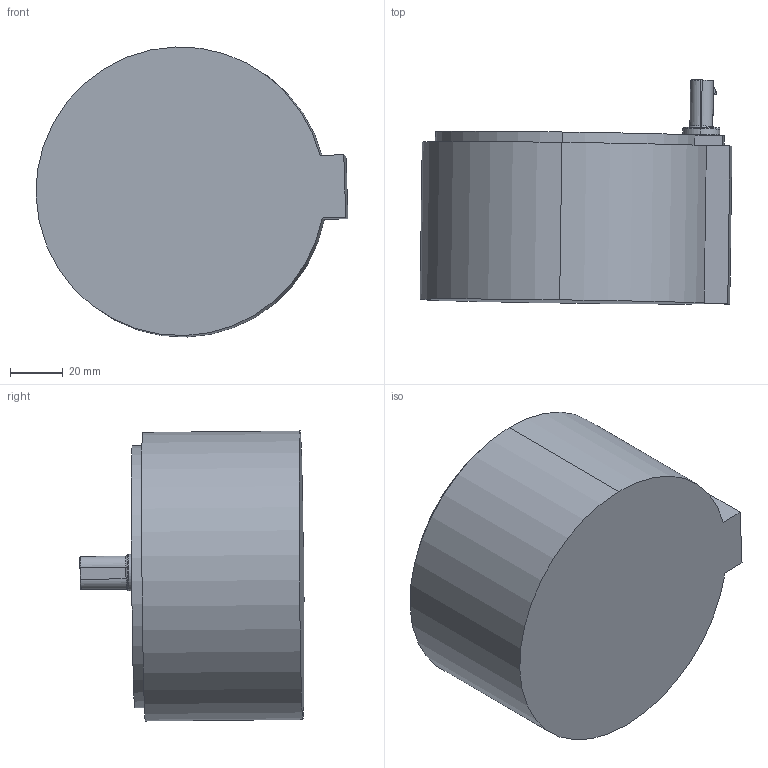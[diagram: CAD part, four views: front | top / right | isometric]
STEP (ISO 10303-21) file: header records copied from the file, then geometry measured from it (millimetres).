
FILE_DESCRIPTION (( 'STEP AP203' ), '1' );
FILE_NAME ('Oil Bath Assembly.STEP', '2025-05-09T03:04:03', ( '' ), ( '' ), 'SwSTEP 2.0', 'SolidWorks 2023', '' );
FILE_SCHEMA (( 'CONFIG_CONTROL_DESIGN' ));
Length unit declared in the file: inch
Products named in the file (6): Oil Bath Assembly; ASM Coil_0065596_05; Sponge; Part; 9657K38_Compression Spring_9657K38; Net Ring
Assembly tree (5 placements, depth 2):
  Oil Bath Assembly
    9657K38_Compression Spring_9657K38
    Net Ring
    Part
    Sponge
    ASM Coil_0065596_05
Bounding box: 118.85 x 85.38 x 110.5 mm (x, y, z)
Volume: 478099.5 mm3; surface area: 127660.5 mm2
Topology: 5 solids, 5 shells, 316 faces, 771 edges, 474 vertices
Faces by surface type: plane 116, cylinder 116, cone 38, torus 30, bspline 14, sphere 2
Entity records: 21459 total; most frequent: CARTESIAN_POINT 13632, ORIENTED_EDGE 1538, DIRECTION 1444, EDGE_CURVE 769, AXIS2_PLACEMENT_3D 536, VERTEX_POINT 474, VECTOR 372, LINE 372
